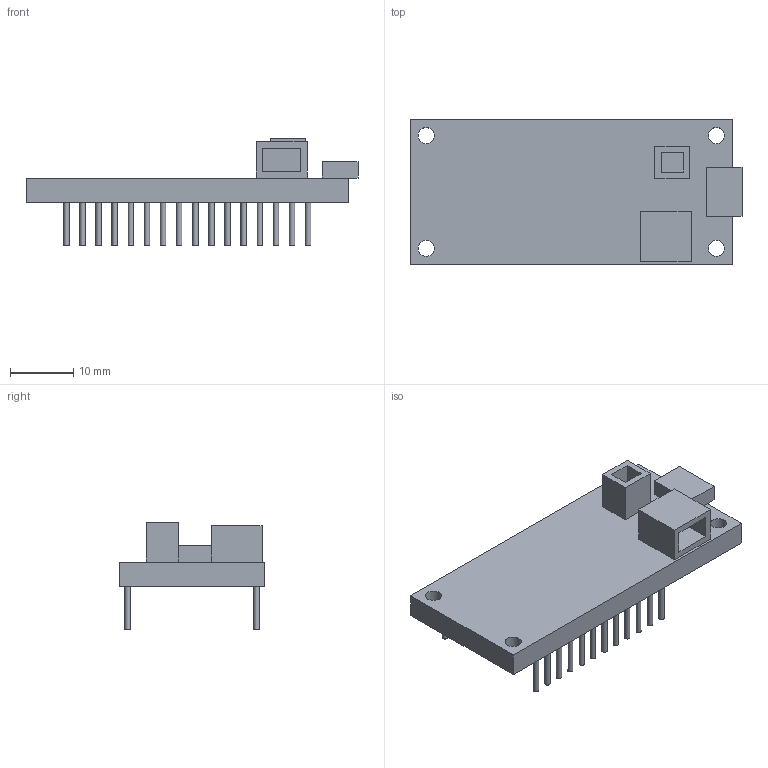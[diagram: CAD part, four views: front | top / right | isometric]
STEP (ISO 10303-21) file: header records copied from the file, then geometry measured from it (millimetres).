
FILE_DESCRIPTION(('FreeCAD Model'),'2;1');
FILE_NAME('ParticleArgon.step','2020-12-21T20:58:16',('Author'),(''), 'Open CASCADE STEP processor 7.4','FreeCAD','Unknown');
FILE_SCHEMA(('AUTOMOTIVE_DESIGN { 1 0 10303 214 1 1 1 1 }'));
Length unit declared in the file: millimetre
Products named in the file (1): Debug_Port
Bounding box: 52.3 x 22.86 x 16.8 mm (x, y, z)
Volume: 4940.6 mm3; surface area: 4027.6 mm2
Topology: 1 solids, 1 shells, 92 faces, 172 edges, 114 vertices
Faces by surface type: plane 60, cylinder 32
Full cylindrical faces by diameter (mm): 0.85 x28, 2.54 x4
Entity records: 5214 total; most frequent: DIRECTION 766, CARTESIAN_POINT 723, LINE 388, VECTOR 388, ORIENTED_EDGE 344, PCURVE 344, DEFINITIONAL_REPRESENTATION 344, EDGE_CURVE 172
